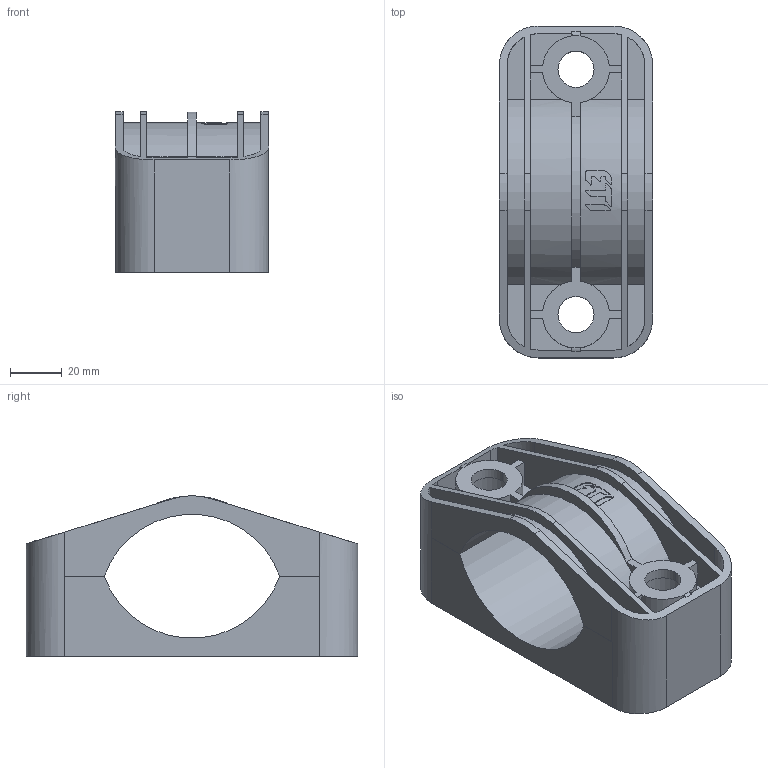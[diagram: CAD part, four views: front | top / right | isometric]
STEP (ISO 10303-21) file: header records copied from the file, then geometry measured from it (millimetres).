
FILE_DESCRIPTION((''),'2;1');
FILE_NAME('ASM0053_ASM','2021-03-12T',('marketing.praksa'),('Audax d.o.o.'),'CREO PARAMETRIC BY PTC INC, 2017480','CREO PARAMETRIC BY PTC INC, 2017480','');
FILE_SCHEMA(('AUTOMOTIVE_DESIGN { 1 0 10303 214 1 1 1 1 }'));
Length unit declared in the file: millimetre
Products named in the file (4): PRT0132; CH-240-TOP_BETA_V3; 240-LOGO; ASM0053_ASM
Assembly tree (3 placements, depth 2):
  ASM0053_ASM
    PRT0132
    CH-240-TOP_BETA_V3
    240-LOGO
Bounding box: 59.3 x 128.5 x 62.19 mm (x, y, z)
Volume: 131474.3 mm3; surface area: 85799.8 mm2
Topology: 5 solids, 5 shells, 269 faces, 752 edges, 502 vertices
Faces by surface type: plane 147, cylinder 122
Entity records: 13716 total; most frequent: CARTESIAN_POINT 2435, ORIENTED_EDGE 1504, DIRECTION 1306, PRESENTATION_STYLE_ASSIGNMENT 1026, STYLED_ITEM 1026, CURVE_STYLE 752, EDGE_CURVE 752, VERTEX_POINT 502
